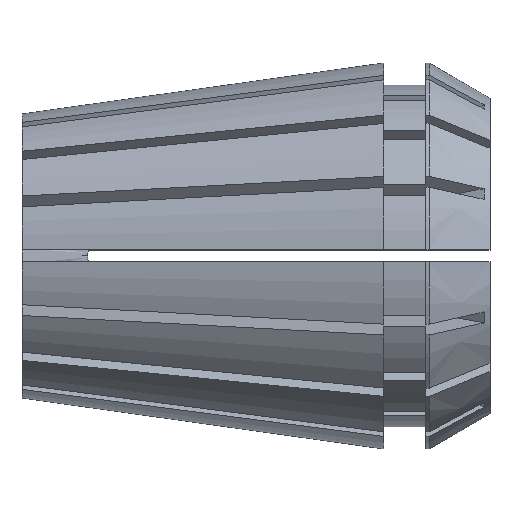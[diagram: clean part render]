
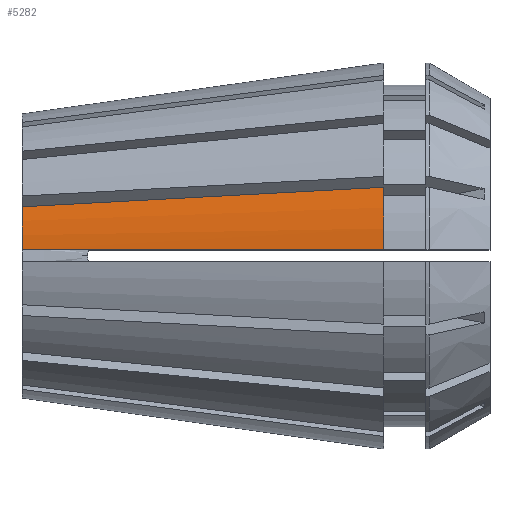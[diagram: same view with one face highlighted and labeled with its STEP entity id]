
A CAD part, top view. The second image highlights one B-rep face of the part: STEP entity #5282.
In plain terms, the highlighted conical face has half-angle 8 degrees and reference radius 16.5 mm.
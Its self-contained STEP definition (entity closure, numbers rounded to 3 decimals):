
#135 = CARTESIAN_POINT ( 'NONE',  ( 30.9, 0., 0. ) ) ;
#381 = CARTESIAN_POINT ( 'NONE',  ( 0., 4.187, 11.414 ) ) ;
#502 = DIRECTION ( 'NONE',  ( 0., 0., 1. ) ) ;
#559 = ORIENTED_EDGE ( 'NONE', *, *, #1887, .F. ) ;
#765 = CARTESIAN_POINT ( 'NONE',  ( 25.951, 0.5, 15.797 ) ) ;
#798 = CARTESIAN_POINT ( 'NONE',  ( 21.136, 5.324, 14.16 ) ) ;
#1021 = AXIS2_PLACEMENT_3D ( 'NONE', #1977, #5443, #1128 ) ;
#1101 = CARTESIAN_POINT ( 'NONE',  ( 11.23, 0.5, 13.727 ) ) ;
#1114 = CARTESIAN_POINT ( 'NONE',  ( 1.29, 0.5, 12.329 ) ) ;
#1128 = DIRECTION ( 'NONE',  ( 0., 0., 1. ) ) ;
#1179 = CARTESIAN_POINT ( 'NONE',  ( 7.045, 4.566, 12.33 ) ) ;
#1193 = CARTESIAN_POINT ( 'NONE',  ( 30.9, 5.85, 15.429 ) ) ;
#1425 = CARTESIAN_POINT ( 'NONE',  ( 0., 4.187, 11.414 ) ) ;
#1779 = CARTESIAN_POINT ( 'NONE',  ( 30.9, 0.5, 16.493 ) ) ;
#1812 = CIRCLE ( 'NONE', #1021, 12.158 ) ;
#1826 = EDGE_CURVE ( 'NONE', #5227, #3527, #1982, .T. ) ;
#1851 = CARTESIAN_POINT ( 'NONE',  ( 30.9, 0., 0. ) ) ;
#1861 = CONICAL_SURFACE ( 'NONE', #2494, 16.5, 0.14 ) ;
#1887 = EDGE_CURVE ( 'NONE', #2047, #5322, #3132, .T. ) ;
#1888 = DIRECTION ( 'NONE',  ( 0., 0., -1. ) ) ;
#1977 = CARTESIAN_POINT ( 'NONE',  ( 0., 0., 0. ) ) ;
#1982 = B_SPLINE_CURVE_WITH_KNOTS ( 'NONE', 3,
 ( #4627, #2805, #3713, #765, #2443, #1101, #3732, #3313, #1114, #4151 ),
 .UNSPECIFIED., .F., .F.,
 ( 4, 3, 3, 4 ),
 ( 0.055, 0.06, 0.082, 0.086 ),
 .UNSPECIFIED. ) ;
#2047 = VERTEX_POINT ( 'NONE', #1425 ) ;
#2298 = CARTESIAN_POINT ( 'NONE',  ( 30.9, 5.85, 15.429 ) ) ;
#2443 = CARTESIAN_POINT ( 'NONE',  ( 18.59, 0.5, 14.762 ) ) ;
#2494 = AXIS2_PLACEMENT_3D ( 'NONE', #1851, #4073, #1888 ) ;
#2632 = EDGE_CURVE ( 'NONE', #5227, #5322, #4540, .T. ) ;
#2678 = CARTESIAN_POINT ( 'NONE',  ( 0., 0.5, 12.147 ) ) ;
#2805 = CARTESIAN_POINT ( 'NONE',  ( 29.25, 0.5, 16.261 ) ) ;
#2995 = ORIENTED_EDGE ( 'NONE', *, *, #1826, .F. ) ;
#3132 = B_SPLINE_CURVE_WITH_KNOTS ( 'NONE', 3,
 ( #381, #1179, #4646, #798, #4280, #3786, #1193 ),
 .UNSPECIFIED., .F., .F.,
 ( 4, 3, 4 ),
 ( 0., 0.021, 0.031 ),
 .UNSPECIFIED. ) ;
#3313 = CARTESIAN_POINT ( 'NONE',  ( 2.579, 0.5, 12.51 ) ) ;
#3376 = EDGE_CURVE ( 'NONE', #3527, #2047, #1812, .T. ) ;
#3420 = ORIENTED_EDGE ( 'NONE', *, *, #3376, .F. ) ;
#3527 = VERTEX_POINT ( 'NONE', #2678 ) ;
#3694 = FACE_OUTER_BOUND ( 'NONE', #4639, .T. ) ;
#3713 = CARTESIAN_POINT ( 'NONE',  ( 27.601, 0.5, 16.029 ) ) ;
#3732 = CARTESIAN_POINT ( 'NONE',  ( 3.869, 0.5, 12.692 ) ) ;
#3786 = CARTESIAN_POINT ( 'NONE',  ( 27.645, 5.674, 15.006 ) ) ;
#3981 = ORIENTED_EDGE ( 'NONE', *, *, #2632, .T. ) ;
#3990 = DIRECTION ( 'NONE',  ( -1., 0., 0. ) ) ;
#4056 = AXIS2_PLACEMENT_3D ( 'NONE', #135, #3990, #502 ) ;
#4073 = DIRECTION ( 'NONE',  ( 1., 0., 0. ) ) ;
#4151 = CARTESIAN_POINT ( 'NONE',  ( 0., 0.5, 12.147 ) ) ;
#4280 = CARTESIAN_POINT ( 'NONE',  ( 24.391, 5.499, 14.583 ) ) ;
#4540 = CIRCLE ( 'NONE', #4056, 16.5 ) ;
#4627 = CARTESIAN_POINT ( 'NONE',  ( 30.9, 0.5, 16.493 ) ) ;
#4639 = EDGE_LOOP ( 'NONE', ( #559, #3420, #2995, #3981 ) ) ;
#4646 = CARTESIAN_POINT ( 'NONE',  ( 14.091, 4.945, 13.245 ) ) ;
#5227 = VERTEX_POINT ( 'NONE', #1779 ) ;
#5282 = ADVANCED_FACE ( 'NONE', ( #3694 ), #1861, .T. ) ;
#5322 = VERTEX_POINT ( 'NONE', #2298 ) ;
#5443 = DIRECTION ( 'NONE',  ( -1., 0., 0. ) ) ;
